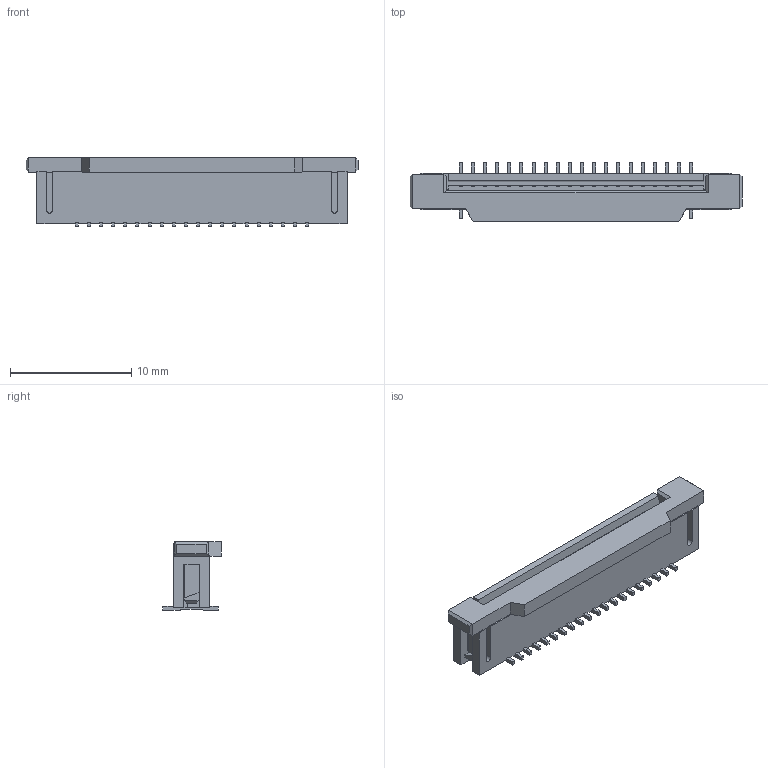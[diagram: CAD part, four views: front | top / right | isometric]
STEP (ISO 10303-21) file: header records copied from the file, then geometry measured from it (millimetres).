
FILE_DESCRIPTION((''),'2;1');
FILE_NAME('C-2-1734248-0','2013-11-29T',('workeradm'),('Tyco Electronics Ltd.'),'PRO/ENGINEER BY PARAMETRIC TECHNOLOGY CORPORATION, 2013050','PRO/ENGINEER BY PARAMETRIC TECHNOLOGY CORPORATION, 2013050','');
FILE_SCHEMA(('AUTOMOTIVE_DESIGN { 1 0 10303 214 1 1 1 1 }'));
Length unit declared in the file: millimetre
Products named in the file (1): C-2-1734248-0
Bounding box: 27.4 x 4.85 x 5.68 mm (x, y, z)
Volume: 378.9 mm3; surface area: 913.7 mm2
Topology: 1 solids, 1 shells, 512 faces, 1548 edges, 1026 vertices
Faces by surface type: plane 508, cylinder 4
Entity records: 17256 total; most frequent: ORIENTED_EDGE 3096, CARTESIAN_POINT 3088, DIRECTION 2580, EDGE_CURVE 1548, VECTOR 1540, LINE 1540, VERTEX_POINT 1026, EDGE_LOOP 552
